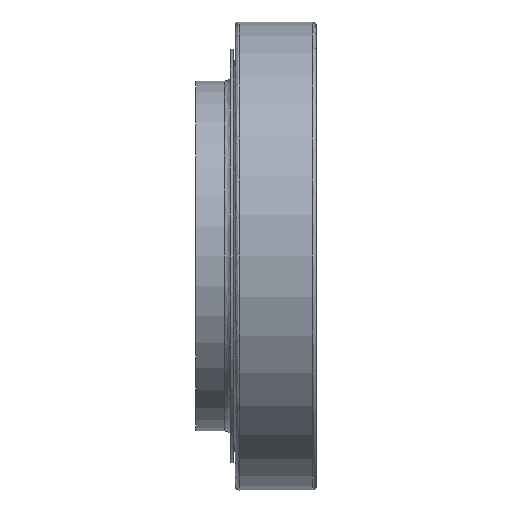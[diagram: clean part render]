
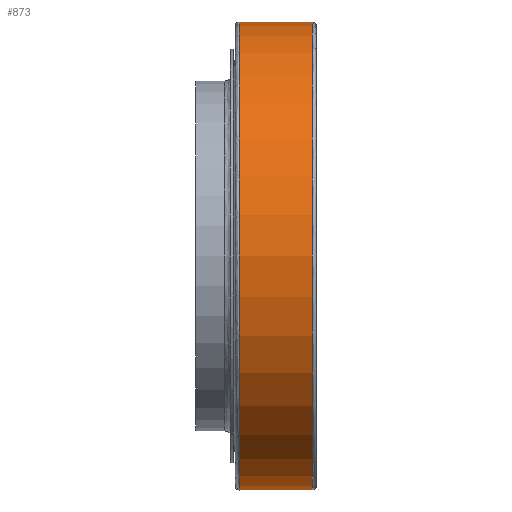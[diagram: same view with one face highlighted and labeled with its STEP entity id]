
A CAD part, left-side view. The second image highlights one B-rep face of the part: STEP entity #873.
In plain terms, the highlighted cylindrical face has radius 57.5 mm (diameter 115 mm), a partial arc.
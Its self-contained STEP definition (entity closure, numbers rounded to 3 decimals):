
#82 = EDGE_CURVE ( 'NONE', #1294, #1375, #2609, .T. ) ;
#114 = VERTEX_POINT ( 'NONE', #1369 ) ;
#130 = ORIENTED_EDGE ( 'NONE', *, *, #1767, .F. ) ;
#138 = AXIS2_PLACEMENT_3D ( 'NONE', #829, #2256, #1035 ) ;
#157 = DIRECTION ( 'NONE',  ( 0., -1., 0. ) ) ;
#206 = ORIENTED_EDGE ( 'NONE', *, *, #2543, .T. ) ;
#229 = EDGE_CURVE ( 'NONE', #1312, #114, #1592, .T. ) ;
#461 = CARTESIAN_POINT ( 'NONE',  ( 0., -1., 0. ) ) ;
#617 = CIRCLE ( 'NONE', #1055, 57.5 ) ;
#671 = DIRECTION ( 'NONE',  ( 0., 0., -1. ) ) ;
#690 = ORIENTED_EDGE ( 'NONE', *, *, #82, .F. ) ;
#829 = CARTESIAN_POINT ( 'NONE',  ( 0., -19., 0. ) ) ;
#873 = ADVANCED_FACE ( 'NONE', ( #2136 ), #2604, .T. ) ;
#1027 = DIRECTION ( 'NONE',  ( 0., -1., 0. ) ) ;
#1035 = DIRECTION ( 'NONE',  ( 0., 0., -1. ) ) ;
#1055 = AXIS2_PLACEMENT_3D ( 'NONE', #461, #1876, #671 ) ;
#1079 = AXIS2_PLACEMENT_3D ( 'NONE', #1230, #1027, #1629 ) ;
#1176 = ORIENTED_EDGE ( 'NONE', *, *, #229, .T. ) ;
#1230 = CARTESIAN_POINT ( 'NONE',  ( 0., -19., 0. ) ) ;
#1294 = VERTEX_POINT ( 'NONE', #2464 ) ;
#1312 = VERTEX_POINT ( 'NONE', #1425 ) ;
#1319 = CIRCLE ( 'NONE', #138, 57.5 ) ;
#1360 = CARTESIAN_POINT ( 'NONE',  ( 0., -19., 57.5 ) ) ;
#1369 = CARTESIAN_POINT ( 'NONE',  ( 0., -19., -57.5 ) ) ;
#1375 = VERTEX_POINT ( 'NONE', #1435 ) ;
#1425 = CARTESIAN_POINT ( 'NONE',  ( 0., -1., -57.5 ) ) ;
#1435 = CARTESIAN_POINT ( 'NONE',  ( 0., -19., 57.5 ) ) ;
#1469 = VECTOR ( 'NONE', #157, 1000. ) ;
#1592 = LINE ( 'NONE', #2196, #1469 ) ;
#1629 = DIRECTION ( 'NONE',  ( 0., 0., -1. ) ) ;
#1767 = EDGE_CURVE ( 'NONE', #1312, #1294, #617, .T. ) ;
#1876 = DIRECTION ( 'NONE',  ( 0., 1., 0. ) ) ;
#2085 = VECTOR ( 'NONE', #2383, 1000. ) ;
#2136 = FACE_OUTER_BOUND ( 'NONE', #2282, .T. ) ;
#2196 = CARTESIAN_POINT ( 'NONE',  ( 0., -19., -57.5 ) ) ;
#2256 = DIRECTION ( 'NONE',  ( 0., 1., 0. ) ) ;
#2282 = EDGE_LOOP ( 'NONE', ( #690, #130, #1176, #206 ) ) ;
#2383 = DIRECTION ( 'NONE',  ( 0., -1., 0. ) ) ;
#2464 = CARTESIAN_POINT ( 'NONE',  ( 0., -1., 57.5 ) ) ;
#2543 = EDGE_CURVE ( 'NONE', #114, #1375, #1319, .T. ) ;
#2604 = CYLINDRICAL_SURFACE ( 'NONE', #1079, 57.5 ) ;
#2609 = LINE ( 'NONE', #1360, #2085 ) ;
